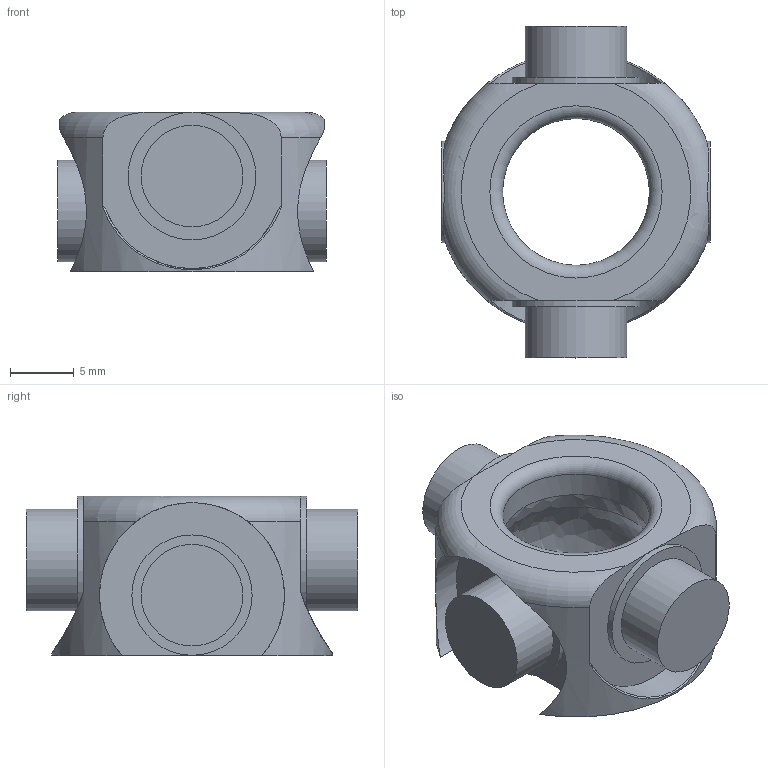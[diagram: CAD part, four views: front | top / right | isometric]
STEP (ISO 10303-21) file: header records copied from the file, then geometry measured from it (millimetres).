
FILE_DESCRIPTION(/* description */ (''),/* implementation_level */ '2;1');
FILE_NAME(/* name */ 'axle.step',/* time_stamp */ '2021-03-14T07:55:41-04:00',/* author */ (''),/* organization */ (''),/* preprocessor_version */ 'ST-DEVELOPER v18.1',/* originating_system */ 'Autodesk Translation Framework v9.10.0.1330',/* authorisation */ '');
FILE_SCHEMA (('AUTOMOTIVE_DESIGN { 1 0 10303 214 3 1 1 }'));
Length unit declared in the file: millimetre
Products named in the file (1): axle
Bounding box: 21 x 26 x 12.5 mm (x, y, z)
Volume: 2288.9 mm3; surface area: 2408.4 mm2
Topology: 1 solids, 1 shells, 42 faces, 109 edges, 71 vertices
Faces by surface type: plane 15, cylinder 15, bspline 9, torus 3
Full cylindrical faces by diameter (mm): 7.96 x4, 9.431 x2, 10 x2, 11.5 x1
Entity records: 2170 total; most frequent: CARTESIAN_POINT 1188, ORIENTED_EDGE 208, DIRECTION 171, EDGE_CURVE 104, AXIS2_PLACEMENT_3D 73, VERTEX_POINT 70, EDGE_LOOP 50, FACE_OUTER_BOUND 42
